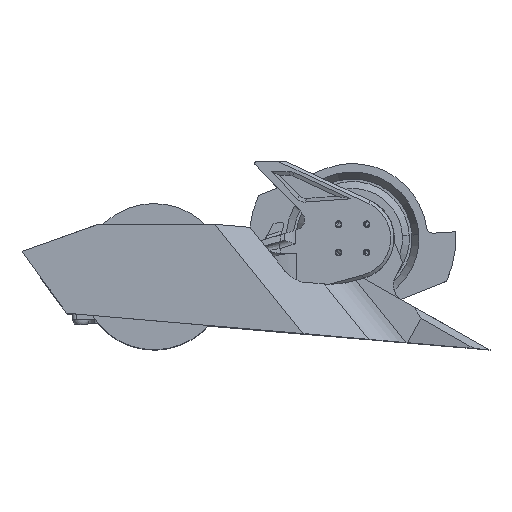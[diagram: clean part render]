
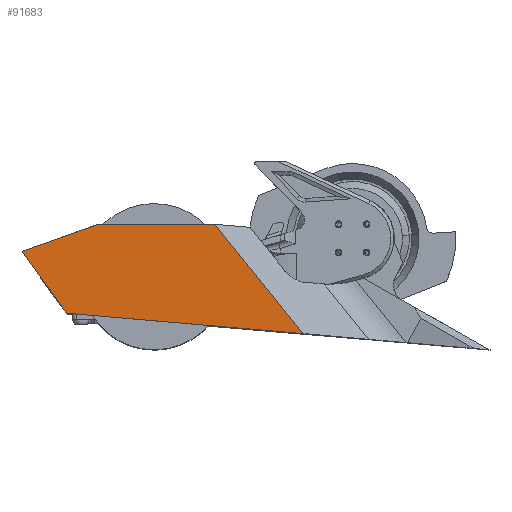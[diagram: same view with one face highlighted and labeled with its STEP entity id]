
A CAD part, top view. The second image highlights one B-rep face of the part: STEP entity #91683.
In plain terms, the highlighted planar face has unit normal (0, 0, 1).
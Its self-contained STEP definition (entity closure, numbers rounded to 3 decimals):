
#779 = VERTEX_POINT ( 'NONE', #11495 ) ;
#781 = EDGE_CURVE ( 'NONE', #50612, #18951, #91993, .T. ) ;
#2422 = CARTESIAN_POINT ( 'NONE',  ( -45.634, 15.758, 60.542 ) ) ;
#2494 = LINE ( 'NONE', #36522, #7211 ) ;
#5204 = VERTEX_POINT ( 'NONE', #52061 ) ;
#7211 = VECTOR ( 'NONE', #59552, 1000. ) ;
#7747 = VECTOR ( 'NONE', #19576, 1000. ) ;
#9810 = VECTOR ( 'NONE', #38108, 1000. ) ;
#10391 = EDGE_CURVE ( 'NONE', #18951, #91305, #2494, .T. ) ;
#10475 = CARTESIAN_POINT ( 'NONE',  ( 44.823, -17.15, 60.542 ) ) ;
#11495 = CARTESIAN_POINT ( 'NONE',  ( -31.063, -4.437, 60.542 ) ) ;
#12156 = ORIENTED_EDGE ( 'NONE', *, *, #781, .F. ) ;
#12340 = ORIENTED_EDGE ( 'NONE', *, *, #59809, .T. ) ;
#12430 = DIRECTION ( 'NONE',  ( 0., 0., 1. ) ) ;
#18951 = VERTEX_POINT ( 'NONE', #43001 ) ;
#19156 = ORIENTED_EDGE ( 'NONE', *, *, #97173, .F. ) ;
#19555 = DIRECTION ( 'NONE',  ( -0.996, 0.086, 0. ) ) ;
#19576 = DIRECTION ( 'NONE',  ( -0.585, 0.811, 0. ) ) ;
#20101 = LINE ( 'NONE', #59285, #7747 ) ;
#20325 = CARTESIAN_POINT ( 'NONE',  ( -3.523, 0.303, 60.542 ) ) ;
#20537 = AXIS2_PLACEMENT_3D ( 'NONE', #20325, #12430, #44347 ) ;
#26584 = FACE_OUTER_BOUND ( 'NONE', #94095, .T. ) ;
#28391 = VECTOR ( 'NONE', #19555, 1000. ) ;
#29061 = LINE ( 'NONE', #61463, #81299 ) ;
#34376 = DIRECTION ( 'NONE',  ( 0.585, -0.811, 0. ) ) ;
#36522 = CARTESIAN_POINT ( 'NONE',  ( 44.823, -17.15, 60.542 ) ) ;
#37529 = ORIENTED_EDGE ( 'NONE', *, *, #95323, .F. ) ;
#38108 = DIRECTION ( 'NONE',  ( 1., 0., 0. ) ) ;
#38775 = EDGE_CURVE ( 'NONE', #50612, #5204, #29061, .T. ) ;
#39129 = VERTEX_POINT ( 'NONE', #81704 ) ;
#41628 = VECTOR ( 'NONE', #34376, 1000. ) ;
#42535 = ORIENTED_EDGE ( 'NONE', *, *, #38775, .T. ) ;
#43001 = CARTESIAN_POINT ( 'NONE',  ( 18.281, 15.758, 60.542 ) ) ;
#43051 = CARTESIAN_POINT ( 'NONE',  ( -15.644, -11.947, 60.542 ) ) ;
#44347 = DIRECTION ( 'NONE',  ( 1., 0., 0. ) ) ;
#45454 = CARTESIAN_POINT ( 'NONE',  ( 18.281, 15.758, 60.542 ) ) ;
#49469 = CARTESIAN_POINT ( 'NONE',  ( -16.877, 15.758, 60.542 ) ) ;
#50612 = VERTEX_POINT ( 'NONE', #49469 ) ;
#52061 = CARTESIAN_POINT ( 'NONE',  ( -39.764, 7.622, 60.542 ) ) ;
#59285 = CARTESIAN_POINT ( 'NONE',  ( -31.063, -4.437, 60.542 ) ) ;
#59552 = DIRECTION ( 'NONE',  ( 0.628, -0.778, 0. ) ) ;
#59809 = EDGE_CURVE ( 'NONE', #5204, #779, #97605, .T. ) ;
#61463 = CARTESIAN_POINT ( 'NONE',  ( -16.877, 15.758, 60.542 ) ) ;
#69218 = DIRECTION ( 'NONE',  ( -0.942, -0.335, 0. ) ) ;
#79948 = ORIENTED_EDGE ( 'NONE', *, *, #10391, .F. ) ;
#81299 = VECTOR ( 'NONE', #69218, 1000. ) ;
#81704 = CARTESIAN_POINT ( 'NONE',  ( -26.306, -11.029, 60.542 ) ) ;
#83507 = PLANE ( 'NONE',  #20537 ) ;
#84821 = LINE ( 'NONE', #43051, #28391 ) ;
#91305 = VERTEX_POINT ( 'NONE', #10475 ) ;
#91683 = ADVANCED_FACE ( 'NONE', ( #26584 ), #83507, .T. ) ;
#91993 = LINE ( 'NONE', #45454, #9810 ) ;
#94095 = EDGE_LOOP ( 'NONE', ( #19156, #79948, #12156, #42535, #12340, #37529 ) ) ;
#95323 = EDGE_CURVE ( 'NONE', #39129, #779, #20101, .T. ) ;
#97173 = EDGE_CURVE ( 'NONE', #91305, #39129, #84821, .T. ) ;
#97605 = LINE ( 'NONE', #2422, #41628 ) ;
